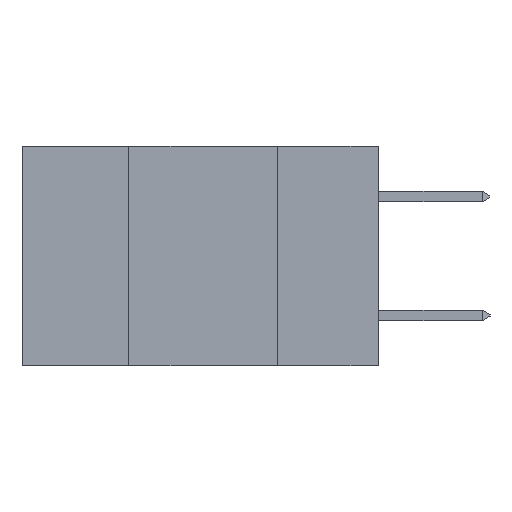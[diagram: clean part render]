
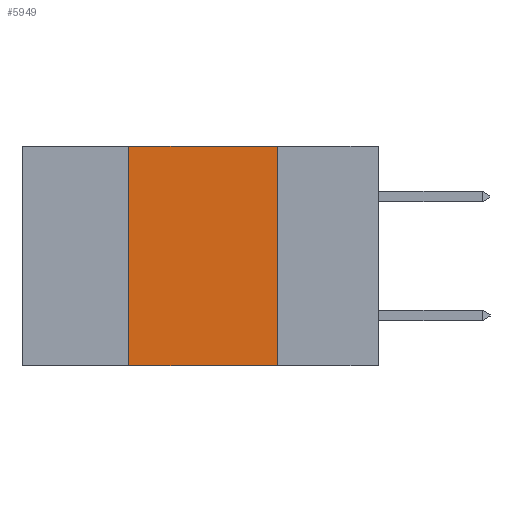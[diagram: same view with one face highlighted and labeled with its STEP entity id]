
A CAD part, left-side view. The second image highlights one B-rep face of the part: STEP entity #5949.
In plain terms, the highlighted planar face has unit normal (-1, 0, 0).
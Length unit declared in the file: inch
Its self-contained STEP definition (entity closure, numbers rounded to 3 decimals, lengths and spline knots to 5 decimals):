
#149 = EDGE_CURVE ( 'NONE', #9732, #10700, #666, .T. ) ;
#175 = CARTESIAN_POINT ( 'NONE',  ( 0., 0.42, -0.37 ) ) ;
#443 = LINE ( 'NONE', #2823, #9635 ) ;
#666 = LINE ( 'NONE', #175, #5234 ) ;
#1420 = EDGE_LOOP ( 'NONE', ( #2591, #5304, #7656, #5604 ) ) ;
#1522 = EDGE_CURVE ( 'NONE', #10700, #3983, #443, .T. ) ;
#1854 = CARTESIAN_POINT ( 'NONE',  ( 0., 0.42, -0.37 ) ) ;
#2040 = CARTESIAN_POINT ( 'NONE',  ( 0., 0.6, -0.37 ) ) ;
#2076 = EDGE_CURVE ( 'NONE', #3983, #10222, #3977, .T. ) ;
#2319 = LINE ( 'NONE', #2040, #11190 ) ;
#2591 = ORIENTED_EDGE ( 'NONE', *, *, #2076, .F. ) ;
#2823 = CARTESIAN_POINT ( 'NONE',  ( 0., 0.6, 0. ) ) ;
#2927 = DIRECTION ( 'NONE',  ( 0., -1., 0. ) ) ;
#3977 = LINE ( 'NONE', #6260, #8451 ) ;
#3983 = VERTEX_POINT ( 'NONE', #6870 ) ;
#4045 = CARTESIAN_POINT ( 'NONE',  ( 0., 0.17, -0.37 ) ) ;
#4427 = AXIS2_PLACEMENT_3D ( 'NONE', #8327, #10041, #4867 ) ;
#4867 = DIRECTION ( 'NONE',  ( 0., 0., -1. ) ) ;
#5234 = VECTOR ( 'NONE', #8976, 39.37008 ) ;
#5304 = ORIENTED_EDGE ( 'NONE', *, *, #1522, .F. ) ;
#5604 = ORIENTED_EDGE ( 'NONE', *, *, #9953, .T. ) ;
#5702 = FACE_OUTER_BOUND ( 'NONE', #1420, .T. ) ;
#5949 = ADVANCED_FACE ( 'NONE', ( #5702 ), #9222, .F. ) ;
#6260 = CARTESIAN_POINT ( 'NONE',  ( 0., 0.17, -0.37 ) ) ;
#6387 = CARTESIAN_POINT ( 'NONE',  ( 0., 0.42, 0. ) ) ;
#6870 = CARTESIAN_POINT ( 'NONE',  ( 0., 0.17, 0. ) ) ;
#7540 = DIRECTION ( 'NONE',  ( 0., -1., 0. ) ) ;
#7656 = ORIENTED_EDGE ( 'NONE', *, *, #149, .F. ) ;
#8327 = CARTESIAN_POINT ( 'NONE',  ( 0., 0.6, 0. ) ) ;
#8451 = VECTOR ( 'NONE', #8812, 39.37008 ) ;
#8812 = DIRECTION ( 'NONE',  ( 0., 0., -1. ) ) ;
#8976 = DIRECTION ( 'NONE',  ( 0., 0., 1. ) ) ;
#9222 = PLANE ( 'NONE',  #4427 ) ;
#9635 = VECTOR ( 'NONE', #7540, 39.37008 ) ;
#9732 = VERTEX_POINT ( 'NONE', #1854 ) ;
#9953 = EDGE_CURVE ( 'NONE', #9732, #10222, #2319, .T. ) ;
#10041 = DIRECTION ( 'NONE',  ( 1., 0., 0. ) ) ;
#10222 = VERTEX_POINT ( 'NONE', #4045 ) ;
#10700 = VERTEX_POINT ( 'NONE', #6387 ) ;
#11190 = VECTOR ( 'NONE', #2927, 39.37008 ) ;
